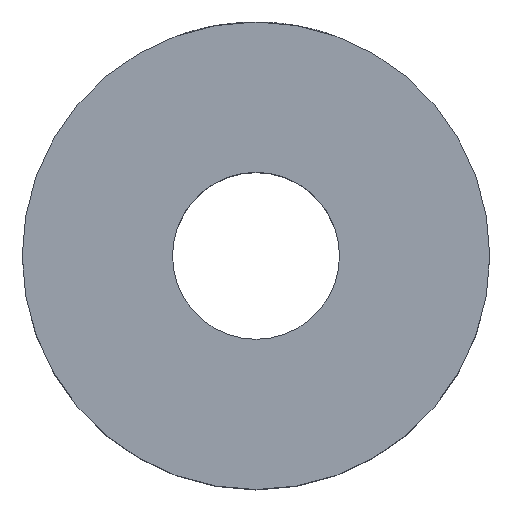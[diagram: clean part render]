
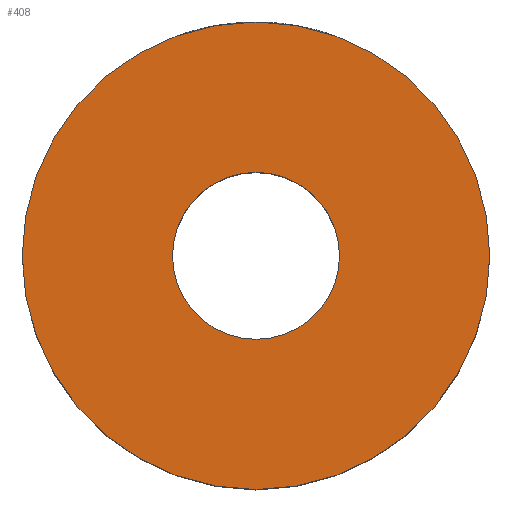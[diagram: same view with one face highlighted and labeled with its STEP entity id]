
A CAD part, top view. The second image highlights one B-rep face of the part: STEP entity #408.
In plain terms, the highlighted planar face has unit normal (0, 0, 1).
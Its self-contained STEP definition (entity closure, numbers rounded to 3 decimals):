
#1 = PLANE ( 'NONE',  #209 ) ;
#2 = CARTESIAN_POINT ( 'NONE',  ( -2.5, 0., 7. ) ) ;
#5 = CIRCLE ( 'NONE', #359, 7. ) ;
#37 = CARTESIAN_POINT ( 'NONE',  ( 7., 0., 7. ) ) ;
#56 = CARTESIAN_POINT ( 'NONE',  ( -7., 0., 7. ) ) ;
#59 = EDGE_LOOP ( 'NONE', ( #298, #323 ) ) ;
#67 = FACE_BOUND ( 'NONE', #252, .T. ) ;
#77 = FACE_OUTER_BOUND ( 'NONE', #59, .T. ) ;
#121 = DIRECTION ( 'NONE',  ( 1., 0., 0. ) ) ;
#122 = DIRECTION ( 'NONE',  ( 0., 0., 1. ) ) ;
#129 = EDGE_CURVE ( 'NONE', #310, #355, #5, .T. ) ;
#157 = CARTESIAN_POINT ( 'NONE',  ( 0., 0., 7. ) ) ;
#158 = DIRECTION ( 'NONE',  ( 1., 0., 0. ) ) ;
#160 = EDGE_CURVE ( 'NONE', #401, #228, #365, .T. ) ;
#161 = DIRECTION ( 'NONE',  ( 0., 0., 1. ) ) ;
#168 = CARTESIAN_POINT ( 'NONE',  ( 0., 0., 7. ) ) ;
#184 = CIRCLE ( 'NONE', #427, 2.5 ) ;
#209 = AXIS2_PLACEMENT_3D ( 'NONE', #426, #379, #357 ) ;
#228 = VERTEX_POINT ( 'NONE', #320 ) ;
#252 = EDGE_LOOP ( 'NONE', ( #301, #274 ) ) ;
#261 = EDGE_CURVE ( 'NONE', #228, #401, #184, .T. ) ;
#263 = EDGE_CURVE ( 'NONE', #355, #310, #361, .T. ) ;
#267 = DIRECTION ( 'NONE',  ( 1., 0., 0. ) ) ;
#274 = ORIENTED_EDGE ( 'NONE', *, *, #261, .F. ) ;
#291 = DIRECTION ( 'NONE',  ( 1., 0., 0. ) ) ;
#293 = DIRECTION ( 'NONE',  ( 0., 0., 1. ) ) ;
#298 = ORIENTED_EDGE ( 'NONE', *, *, #129, .T. ) ;
#301 = ORIENTED_EDGE ( 'NONE', *, *, #160, .F. ) ;
#305 = CARTESIAN_POINT ( 'NONE',  ( 0., 0., 7. ) ) ;
#309 = DIRECTION ( 'NONE',  ( 0., 0., 1. ) ) ;
#310 = VERTEX_POINT ( 'NONE', #56 ) ;
#320 = CARTESIAN_POINT ( 'NONE',  ( 2.5, 0., 7. ) ) ;
#323 = ORIENTED_EDGE ( 'NONE', *, *, #263, .T. ) ;
#352 = CARTESIAN_POINT ( 'NONE',  ( 0., 0., 7. ) ) ;
#355 = VERTEX_POINT ( 'NONE', #37 ) ;
#356 = AXIS2_PLACEMENT_3D ( 'NONE', #168, #161, #158 ) ;
#357 = DIRECTION ( 'NONE',  ( 1., 0., 0. ) ) ;
#359 = AXIS2_PLACEMENT_3D ( 'NONE', #305, #309, #267 ) ;
#361 = CIRCLE ( 'NONE', #424, 7. ) ;
#365 = CIRCLE ( 'NONE', #356, 2.5 ) ;
#379 = DIRECTION ( 'NONE',  ( 0., 0., 1. ) ) ;
#401 = VERTEX_POINT ( 'NONE', #2 ) ;
#408 = ADVANCED_FACE ( 'NONE', ( #77, #67 ), #1, .T. ) ;
#424 = AXIS2_PLACEMENT_3D ( 'NONE', #352, #293, #291 ) ;
#426 = CARTESIAN_POINT ( 'NONE',  ( 0., 0., 7. ) ) ;
#427 = AXIS2_PLACEMENT_3D ( 'NONE', #157, #122, #121 ) ;
